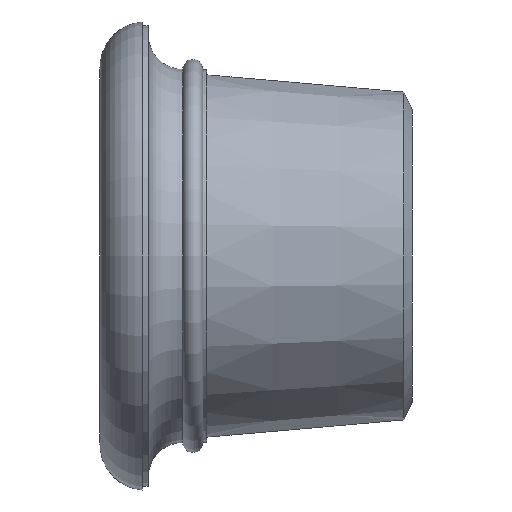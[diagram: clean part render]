
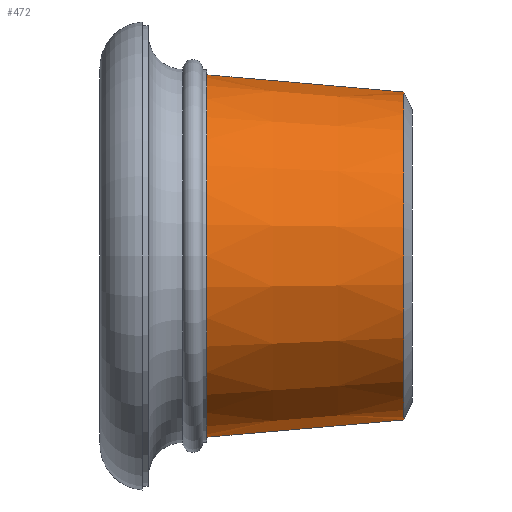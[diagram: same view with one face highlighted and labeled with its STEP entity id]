
A CAD part, left-side view. The second image highlights one B-rep face of the part: STEP entity #472.
In plain terms, the highlighted conical face has half-angle 5 degrees and reference radius 394 mm.
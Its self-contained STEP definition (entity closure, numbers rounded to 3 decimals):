
#2 = ORIENTED_EDGE ( 'NONE', *, *, #562, .F. ) ;
#7 = VERTEX_POINT ( 'NONE', #621 ) ;
#12 = ORIENTED_EDGE ( 'NONE', *, *, #55, .F. ) ;
#31 = CONICAL_SURFACE ( 'NONE', #479, 394., 0.087 ) ;
#35 = DIRECTION ( 'NONE',  ( 0., 1., 0. ) ) ;
#55 = EDGE_CURVE ( 'NONE', #108, #130, #147, .T. ) ;
#67 = DIRECTION ( 'NONE',  ( 0., 0.996, -0.087 ) ) ;
#73 = CARTESIAN_POINT ( 'NONE',  ( 0., 20., 394. ) ) ;
#108 = VERTEX_POINT ( 'NONE', #401 ) ;
#129 = DIRECTION ( 'NONE',  ( 0., 0., 1. ) ) ;
#130 = VERTEX_POINT ( 'NONE', #615 ) ;
#147 = CIRCLE ( 'NONE', #556, 435.382 ) ;
#202 = EDGE_LOOP ( 'NONE', ( #2, #496, #577, #12 ) ) ;
#226 = CIRCLE ( 'NONE', #305, 394. ) ;
#238 = DIRECTION ( 'NONE',  ( 0., 1., 0. ) ) ;
#267 = FACE_OUTER_BOUND ( 'NONE', #202, .T. ) ;
#269 = CARTESIAN_POINT ( 'NONE',  ( 0., 20., 0. ) ) ;
#305 = AXIS2_PLACEMENT_3D ( 'NONE', #269, #35, #129 ) ;
#312 = CARTESIAN_POINT ( 'NONE',  ( 0., 20., 394. ) ) ;
#330 = VECTOR ( 'NONE', #67, 1000. ) ;
#377 = DIRECTION ( 'NONE',  ( 0., 1., 0. ) ) ;
#384 = DIRECTION ( 'NONE',  ( 0., 0., 1. ) ) ;
#401 = CARTESIAN_POINT ( 'NONE',  ( 0., 493., -435.382 ) ) ;
#402 = EDGE_CURVE ( 'NONE', #7, #498, #226, .T. ) ;
#410 = DIRECTION ( 'NONE',  ( 0., 0., 1. ) ) ;
#414 = CARTESIAN_POINT ( 'NONE',  ( 0., 20., 0. ) ) ;
#427 = LINE ( 'NONE', #575, #330 ) ;
#453 = EDGE_CURVE ( 'NONE', #498, #130, #520, .T. ) ;
#471 = DIRECTION ( 'NONE',  ( 0., 0.996, 0.087 ) ) ;
#472 = ADVANCED_FACE ( 'NONE', ( #267 ), #31, .T. ) ;
#479 = AXIS2_PLACEMENT_3D ( 'NONE', #414, #377, #410 ) ;
#496 = ORIENTED_EDGE ( 'NONE', *, *, #402, .T. ) ;
#498 = VERTEX_POINT ( 'NONE', #312 ) ;
#501 = VECTOR ( 'NONE', #471, 1000. ) ;
#520 = LINE ( 'NONE', #73, #501 ) ;
#556 = AXIS2_PLACEMENT_3D ( 'NONE', #634, #238, #384 ) ;
#562 = EDGE_CURVE ( 'NONE', #7, #108, #427, .T. ) ;
#575 = CARTESIAN_POINT ( 'NONE',  ( 0., 20., -394. ) ) ;
#577 = ORIENTED_EDGE ( 'NONE', *, *, #453, .T. ) ;
#615 = CARTESIAN_POINT ( 'NONE',  ( 0., 493., 435.382 ) ) ;
#621 = CARTESIAN_POINT ( 'NONE',  ( 0., 20., -394. ) ) ;
#634 = CARTESIAN_POINT ( 'NONE',  ( 0., 493., 0. ) ) ;
